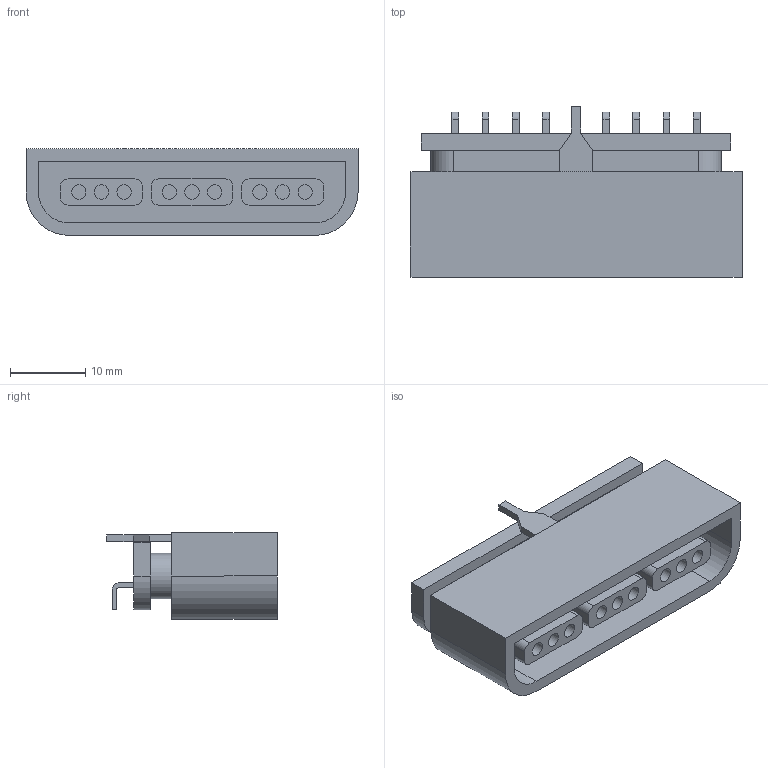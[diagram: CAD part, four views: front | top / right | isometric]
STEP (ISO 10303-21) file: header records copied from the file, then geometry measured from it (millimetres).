
FILE_DESCRIPTION(('FreeCAD Model'),'2;1');
FILE_NAME('Open CASCADE Shape Model','2024-02-13T17:32:50',(''),(''), 'Open CASCADE STEP processor 7.6','FreeCAD','Unknown');
FILE_SCHEMA(('AUTOMOTIVE_DESIGN { 1 0 10303 214 1 1 1 1 }'));
Length unit declared in the file: millimetre
Products named in the file (11): Unnamed; Body Plastic Shell; Body Rear Contacts; Array Rear 1; Pad003; Array Rear 2; Body Front Contact Shell; Array002; Pad004; Body Rear Ground Contact; Sketch003
Assembly tree (21 placements, depth 3):
  Unnamed
    Body Plastic Shell
    Body Rear Contacts
    Array Rear 1
      Pad003  x4
    Array Rear 2
      Pad003  x4
    Body Front Contact Shell
    Array002
      Pad004  x3
    Body Rear Ground Contact
    Pad003
    Sketch003
    Pad004
Bounding box: 44 x 22.6 x 11.5 mm (x, y, z)
Volume: 6173.2 mm3; surface area: 7843.4 mm2
Topology: 17 solids, 17 shells, 202 faces, 503 edges, 346 vertices
Faces by surface type: plane 139, cylinder 63
Full cylindrical faces by diameter (mm): 1.9 x15
Entity records: 5620 total; most frequent: CARTESIAN_POINT 1145, DIRECTION 816, LINE 486, VECTOR 486, ORIENTED_EDGE 408, PCURVE 408, DEFINITIONAL_REPRESENTATION 408, EDGE_CURVE 204
